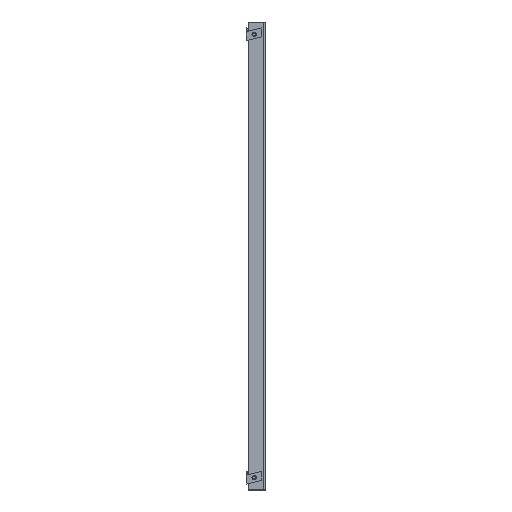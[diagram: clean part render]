
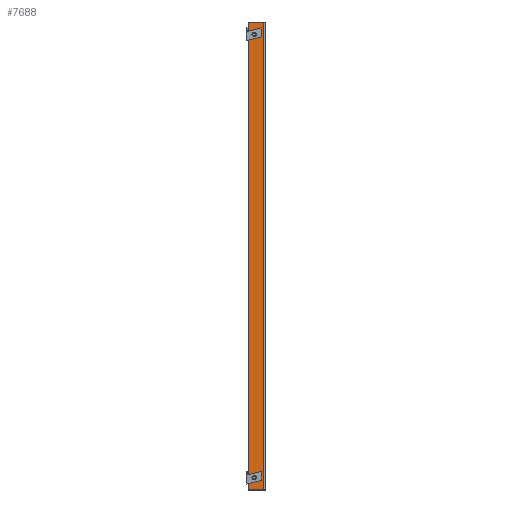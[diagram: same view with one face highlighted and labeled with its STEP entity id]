
A CAD part, left-side view. The second image highlights one B-rep face of the part: STEP entity #7688.
In plain terms, the highlighted planar face has unit normal (-1, 0, 0).
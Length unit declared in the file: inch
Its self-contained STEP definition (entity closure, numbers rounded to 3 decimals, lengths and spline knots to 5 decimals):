
#54 = CARTESIAN_POINT ( 'NONE',  ( -20.84, 1., -19.063 ) ) ;
#81 = EDGE_CURVE ( 'NONE', #3203, #11002, #3464, .T. ) ;
#440 = PLANE ( 'NONE',  #1850 ) ;
#593 = ORIENTED_EDGE ( 'NONE', *, *, #11572, .T. ) ;
#676 = DIRECTION ( 'NONE',  ( -1., 0., 0. ) ) ;
#960 = ORIENTED_EDGE ( 'NONE', *, *, #3360, .T. ) ;
#1135 = DIRECTION ( 'NONE',  ( 0., 1., 0. ) ) ;
#1204 = VECTOR ( 'NONE', #13302, 39.37008 ) ;
#1255 = CARTESIAN_POINT ( 'NONE',  ( -20.84, 1., 19.063 ) ) ;
#1259 = VECTOR ( 'NONE', #9018, 39.37008 ) ;
#1295 = EDGE_CURVE ( 'NONE', #7551, #3203, #13327, .T. ) ;
#1351 = CARTESIAN_POINT ( 'NONE',  ( -20.84, 1.5, -20.125 ) ) ;
#1388 = EDGE_CURVE ( 'NONE', #7551, #9553, #14552, .T. ) ;
#1746 = EDGE_CURVE ( 'NONE', #11002, #9553, #2082, .T. ) ;
#1784 = ORIENTED_EDGE ( 'NONE', *, *, #10706, .T. ) ;
#1850 = AXIS2_PLACEMENT_3D ( 'NONE', #14769, #676, #10002 ) ;
#1888 = ORIENTED_EDGE ( 'NONE', *, *, #1388, .T. ) ;
#2082 = LINE ( 'NONE', #6779, #1259 ) ;
#2782 = CIRCLE ( 'NONE', #12871, 0.2185 ) ;
#3080 = VERTEX_POINT ( 'NONE', #14200 ) ;
#3203 = VERTEX_POINT ( 'NONE', #8807 ) ;
#3214 = DIRECTION ( 'NONE',  ( 0., 0., -1. ) ) ;
#3360 = EDGE_CURVE ( 'NONE', #14084, #14731, #3899, .T. ) ;
#3464 = LINE ( 'NONE', #6142, #1204 ) ;
#3477 = VECTOR ( 'NONE', #3214, 39.37008 ) ;
#3763 = DIRECTION ( 'NONE',  ( 1., 0., 0. ) ) ;
#3897 = CARTESIAN_POINT ( 'NONE',  ( -20.84, 0.7815, -19.063 ) ) ;
#3899 = CIRCLE ( 'NONE', #12484, 0.2185 ) ;
#4684 = VECTOR ( 'NONE', #8409, 39.37008 ) ;
#5982 = CIRCLE ( 'NONE', #9426, 0.2185 ) ;
#6077 = DIRECTION ( 'NONE',  ( 1., 0., 0. ) ) ;
#6142 = CARTESIAN_POINT ( 'NONE',  ( -20.84, 0.185, 20.125 ) ) ;
#6404 = CARTESIAN_POINT ( 'NONE',  ( -20.84, 1.2185, -19.063 ) ) ;
#6756 = EDGE_LOOP ( 'NONE', ( #9991, #1784 ) ) ;
#6779 = CARTESIAN_POINT ( 'NONE',  ( -20.84, 0.125, -20.125 ) ) ;
#6911 = CARTESIAN_POINT ( 'NONE',  ( -20.84, 1., 19.063 ) ) ;
#7078 = ORIENTED_EDGE ( 'NONE', *, *, #1746, .F. ) ;
#7341 = VERTEX_POINT ( 'NONE', #14863 ) ;
#7471 = FACE_BOUND ( 'NONE', #9433, .T. ) ;
#7551 = VERTEX_POINT ( 'NONE', #12933 ) ;
#7688 = ADVANCED_FACE ( 'NONE', ( #14172, #7471, #7698 ), #440, .T. ) ;
#7698 = FACE_BOUND ( 'NONE', #6756, .T. ) ;
#8409 = DIRECTION ( 'NONE',  ( 0., -1., 0. ) ) ;
#8807 = CARTESIAN_POINT ( 'NONE',  ( -20.84, 0.185, 20.125 ) ) ;
#9018 = DIRECTION ( 'NONE',  ( 0., 1., 0. ) ) ;
#9153 = CIRCLE ( 'NONE', #12839, 0.2185 ) ;
#9426 = AXIS2_PLACEMENT_3D ( 'NONE', #6911, #11676, #1135 ) ;
#9433 = EDGE_LOOP ( 'NONE', ( #960, #593 ) ) ;
#9553 = VERTEX_POINT ( 'NONE', #1351 ) ;
#9991 = ORIENTED_EDGE ( 'NONE', *, *, #11513, .T. ) ;
#10002 = DIRECTION ( 'NONE',  ( 0., 1., 0. ) ) ;
#10536 = DIRECTION ( 'NONE',  ( 0., 1., 0. ) ) ;
#10706 = EDGE_CURVE ( 'NONE', #7341, #3080, #9153, .T. ) ;
#10763 = CARTESIAN_POINT ( 'NONE',  ( -20.84, 1., -19.063 ) ) ;
#11002 = VERTEX_POINT ( 'NONE', #13789 ) ;
#11114 = ORIENTED_EDGE ( 'NONE', *, *, #81, .F. ) ;
#11513 = EDGE_CURVE ( 'NONE', #3080, #7341, #5982, .T. ) ;
#11572 = EDGE_CURVE ( 'NONE', #14731, #14084, #2782, .T. ) ;
#11676 = DIRECTION ( 'NONE',  ( 1., 0., 0. ) ) ;
#11994 = CARTESIAN_POINT ( 'NONE',  ( -20.84, 0.125, 20.125 ) ) ;
#12484 = AXIS2_PLACEMENT_3D ( 'NONE', #10763, #6077, #10536 ) ;
#12839 = AXIS2_PLACEMENT_3D ( 'NONE', #1255, #15180, #13199 ) ;
#12871 = AXIS2_PLACEMENT_3D ( 'NONE', #54, #3763, #13063 ) ;
#12933 = CARTESIAN_POINT ( 'NONE',  ( -20.84, 1.5, 20.125 ) ) ;
#13063 = DIRECTION ( 'NONE',  ( 0., 1., 0. ) ) ;
#13199 = DIRECTION ( 'NONE',  ( 0., 1., 0. ) ) ;
#13302 = DIRECTION ( 'NONE',  ( 0., 0., -1. ) ) ;
#13327 = LINE ( 'NONE', #11994, #4684 ) ;
#13438 = EDGE_LOOP ( 'NONE', ( #13894, #1888, #7078, #11114 ) ) ;
#13472 = CARTESIAN_POINT ( 'NONE',  ( -20.84, 1.5, 20.125 ) ) ;
#13789 = CARTESIAN_POINT ( 'NONE',  ( -20.84, 0.185, -20.125 ) ) ;
#13894 = ORIENTED_EDGE ( 'NONE', *, *, #1295, .F. ) ;
#14084 = VERTEX_POINT ( 'NONE', #6404 ) ;
#14172 = FACE_OUTER_BOUND ( 'NONE', #13438, .T. ) ;
#14200 = CARTESIAN_POINT ( 'NONE',  ( -20.84, 1.2185, 19.063 ) ) ;
#14552 = LINE ( 'NONE', #13472, #3477 ) ;
#14731 = VERTEX_POINT ( 'NONE', #3897 ) ;
#14769 = CARTESIAN_POINT ( 'NONE',  ( -20.84, 0.1105, -20.125 ) ) ;
#14863 = CARTESIAN_POINT ( 'NONE',  ( -20.84, 0.7815, 19.063 ) ) ;
#15180 = DIRECTION ( 'NONE',  ( 1., 0., 0. ) ) ;
